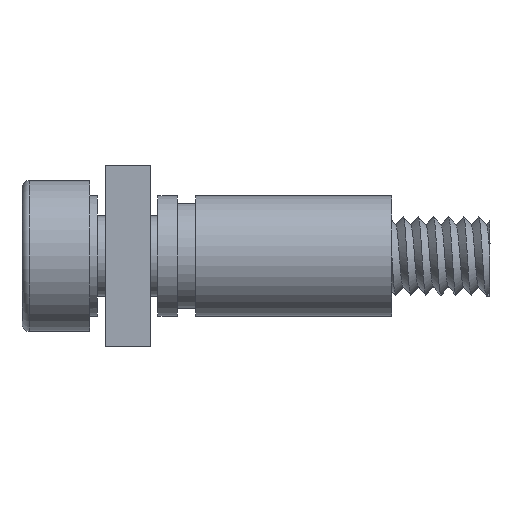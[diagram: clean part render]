
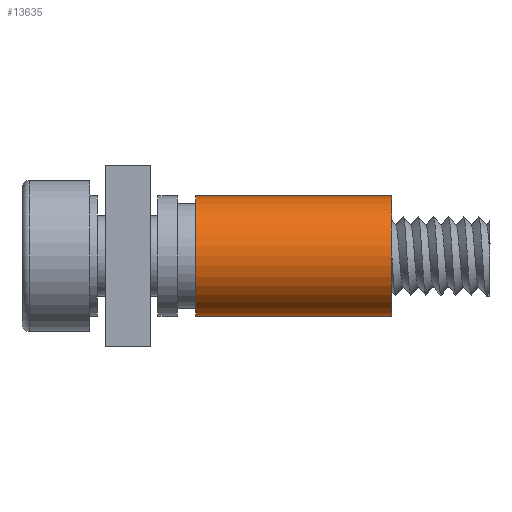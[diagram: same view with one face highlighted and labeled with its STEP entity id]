
A CAD part, left-side view. The second image highlights one B-rep face of the part: STEP entity #13635.
In plain terms, the highlighted cylindrical face has radius 2 mm (diameter 4 mm), a partial arc.
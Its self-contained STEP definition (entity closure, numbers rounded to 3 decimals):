
#2493 = VERTEX_POINT ( 'NONE', #17655 ) ;
#2581 = CARTESIAN_POINT ( 'NONE',  ( 0., -11.75, -2. ) ) ;
#2688 = VERTEX_POINT ( 'NONE', #7864 ) ;
#2754 = LINE ( 'NONE', #2581, #3945 ) ;
#3435 = ORIENTED_EDGE ( 'NONE', *, *, #23090, .F. ) ;
#3945 = VECTOR ( 'NONE', #15824, 1000. ) ;
#5657 = CARTESIAN_POINT ( 'NONE',  ( 0., -5.25, 0. ) ) ;
#5743 = VERTEX_POINT ( 'NONE', #19376 ) ;
#6006 = EDGE_LOOP ( 'NONE', ( #3435, #23234, #15629, #7492 ) ) ;
#6340 = CARTESIAN_POINT ( 'NONE',  ( 0., -11.75, 0. ) ) ;
#7455 = AXIS2_PLACEMENT_3D ( 'NONE', #12145, #21641, #19881 ) ;
#7492 = ORIENTED_EDGE ( 'NONE', *, *, #8058, .T. ) ;
#7573 = DIRECTION ( 'NONE',  ( 0., 0., -1. ) ) ;
#7864 = CARTESIAN_POINT ( 'NONE',  ( 0., -11.75, 2. ) ) ;
#8058 = EDGE_CURVE ( 'NONE', #5743, #2493, #11030, .T. ) ;
#8232 = DIRECTION ( 'NONE',  ( 0., 0., -1. ) ) ;
#8237 = VECTOR ( 'NONE', #22030, 1000. ) ;
#8827 = LINE ( 'NONE', #10633, #8237 ) ;
#10633 = CARTESIAN_POINT ( 'NONE',  ( 0., -11.75, 2. ) ) ;
#10657 = AXIS2_PLACEMENT_3D ( 'NONE', #6340, #19650, #8232 ) ;
#11030 = CIRCLE ( 'NONE', #16635, 2. ) ;
#12145 = CARTESIAN_POINT ( 'NONE',  ( 0., -11.75, 0. ) ) ;
#12881 = EDGE_CURVE ( 'NONE', #2688, #21808, #22370, .T. ) ;
#13635 = ADVANCED_FACE ( 'NONE', ( #20253 ), #22914, .T. ) ;
#15629 = ORIENTED_EDGE ( 'NONE', *, *, #20250, .T. ) ;
#15824 = DIRECTION ( 'NONE',  ( 0., 1., 0. ) ) ;
#16635 = AXIS2_PLACEMENT_3D ( 'NONE', #5657, #18980, #7573 ) ;
#17527 = CARTESIAN_POINT ( 'NONE',  ( 0., -11.75, -2. ) ) ;
#17655 = CARTESIAN_POINT ( 'NONE',  ( 0., -5.25, -2. ) ) ;
#18980 = DIRECTION ( 'NONE',  ( 0., -1., 0. ) ) ;
#19376 = CARTESIAN_POINT ( 'NONE',  ( 0., -5.25, 2. ) ) ;
#19650 = DIRECTION ( 'NONE',  ( 0., -1., 0. ) ) ;
#19881 = DIRECTION ( 'NONE',  ( 0., 0., 1. ) ) ;
#20250 = EDGE_CURVE ( 'NONE', #2688, #5743, #8827, .T. ) ;
#20253 = FACE_OUTER_BOUND ( 'NONE', #6006, .T. ) ;
#21641 = DIRECTION ( 'NONE',  ( 0., 1., 0. ) ) ;
#21808 = VERTEX_POINT ( 'NONE', #17527 ) ;
#22030 = DIRECTION ( 'NONE',  ( 0., 1., 0. ) ) ;
#22370 = CIRCLE ( 'NONE', #10657, 2. ) ;
#22914 = CYLINDRICAL_SURFACE ( 'NONE', #7455, 2. ) ;
#23090 = EDGE_CURVE ( 'NONE', #21808, #2493, #2754, .T. ) ;
#23234 = ORIENTED_EDGE ( 'NONE', *, *, #12881, .F. ) ;
